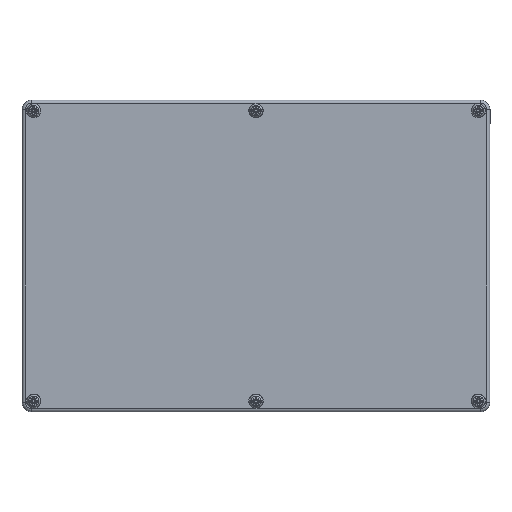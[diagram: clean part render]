
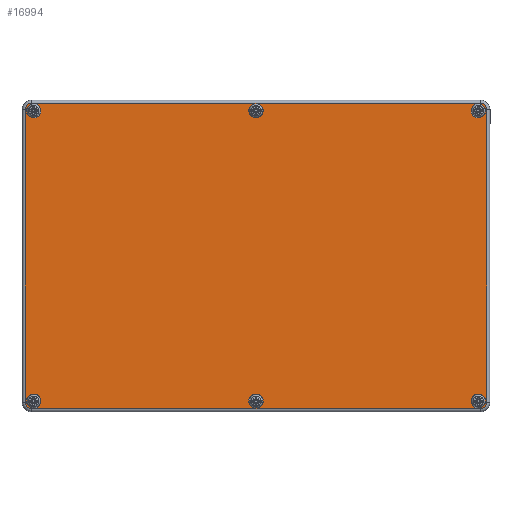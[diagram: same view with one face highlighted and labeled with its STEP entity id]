
A CAD part, top view. The second image highlights one B-rep face of the part: STEP entity #16994.
In plain terms, the highlighted face is planar.
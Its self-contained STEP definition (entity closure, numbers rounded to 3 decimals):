
#907=FACE_BOUND('',#3983,.T.);
#908=FACE_BOUND('',#3984,.T.);
#909=FACE_BOUND('',#3985,.T.);
#910=FACE_BOUND('',#3986,.T.);
#911=FACE_BOUND('',#3987,.T.);
#912=FACE_BOUND('',#3988,.T.);
#1412=CIRCLE('',#18681,3.382);
#1418=CIRCLE('',#18689,3.382);
#1422=CIRCLE('',#18695,3.382);
#1426=CIRCLE('',#18701,3.382);
#1429=CIRCLE('',#18710,3.7);
#1430=CIRCLE('',#18711,3.7);
#1431=CIRCLE('',#18712,3.7);
#1432=CIRCLE('',#18713,3.7);
#1433=CIRCLE('',#18714,3.7);
#1434=CIRCLE('',#18715,3.7);
#2825=FACE_OUTER_BOUND('',#3982,.T.);
#3982=EDGE_LOOP('',(#12709,#12710,#12711,#12712,#12713,#12714,#12715,#12716));
#3983=EDGE_LOOP('',(#12717));
#3984=EDGE_LOOP('',(#12718));
#3985=EDGE_LOOP('',(#12719));
#3986=EDGE_LOOP('',(#12720));
#3987=EDGE_LOOP('',(#12721));
#3988=EDGE_LOOP('',(#12722));
#5055=LINE('',#28092,#6121);
#5057=LINE('',#28104,#6123);
#5059=LINE('',#28116,#6125);
#5061=LINE('',#28125,#6127);
#6121=VECTOR('',#22238,10.);
#6123=VECTOR('',#22252,10.);
#6125=VECTOR('',#22266,10.);
#6127=VECTOR('',#22278,10.);
#7384=VERTEX_POINT('',#28080);
#7385=VERTEX_POINT('',#28082);
#7387=VERTEX_POINT('',#28088);
#7389=VERTEX_POINT('',#28094);
#7391=VERTEX_POINT('',#28100);
#7393=VERTEX_POINT('',#28106);
#7395=VERTEX_POINT('',#28112);
#7397=VERTEX_POINT('',#28118);
#7404=VERTEX_POINT('',#28145);
#7405=VERTEX_POINT('',#28147);
#7406=VERTEX_POINT('',#28149);
#7407=VERTEX_POINT('',#28151);
#7408=VERTEX_POINT('',#28153);
#7409=VERTEX_POINT('',#28155);
#9268=EDGE_CURVE('',#7384,#7385,#1412,.T.);
#9273=EDGE_CURVE('',#7385,#7387,#5055,.T.);
#9276=EDGE_CURVE('',#7387,#7389,#1418,.T.);
#9279=EDGE_CURVE('',#7389,#7391,#5057,.T.);
#9282=EDGE_CURVE('',#7391,#7393,#1422,.T.);
#9285=EDGE_CURVE('',#7393,#7395,#5059,.T.);
#9288=EDGE_CURVE('',#7395,#7397,#1426,.T.);
#9290=EDGE_CURVE('',#7397,#7384,#5061,.T.);
#9300=EDGE_CURVE('',#7404,#7404,#1429,.T.);
#9301=EDGE_CURVE('',#7405,#7405,#1430,.T.);
#9302=EDGE_CURVE('',#7406,#7406,#1431,.T.);
#9303=EDGE_CURVE('',#7407,#7407,#1432,.T.);
#9304=EDGE_CURVE('',#7408,#7408,#1433,.T.);
#9305=EDGE_CURVE('',#7409,#7409,#1434,.T.);
#12709=ORIENTED_EDGE('',*,*,#9268,.F.);
#12710=ORIENTED_EDGE('',*,*,#9290,.F.);
#12711=ORIENTED_EDGE('',*,*,#9288,.F.);
#12712=ORIENTED_EDGE('',*,*,#9285,.F.);
#12713=ORIENTED_EDGE('',*,*,#9282,.F.);
#12714=ORIENTED_EDGE('',*,*,#9279,.F.);
#12715=ORIENTED_EDGE('',*,*,#9276,.F.);
#12716=ORIENTED_EDGE('',*,*,#9273,.F.);
#12717=ORIENTED_EDGE('',*,*,#9300,.T.);
#12718=ORIENTED_EDGE('',*,*,#9301,.T.);
#12719=ORIENTED_EDGE('',*,*,#9302,.T.);
#12720=ORIENTED_EDGE('',*,*,#9303,.T.);
#12721=ORIENTED_EDGE('',*,*,#9304,.T.);
#12722=ORIENTED_EDGE('',*,*,#9305,.T.);
#16411=PLANE('',#18709);
#16994=ADVANCED_FACE('',(#2825,#907,#908,#909,#910,#911,#912),#16411,.F.);
#18681=AXIS2_PLACEMENT_3D('',#28083,#22227,#22228);
#18689=AXIS2_PLACEMENT_3D('',#28098,#22245,#22246);
#18695=AXIS2_PLACEMENT_3D('',#28110,#22259,#22260);
#18701=AXIS2_PLACEMENT_3D('',#28122,#22273,#22274);
#18709=AXIS2_PLACEMENT_3D('',#28144,#22298,#22299);
#18710=AXIS2_PLACEMENT_3D('',#28146,#22300,#22301);
#18711=AXIS2_PLACEMENT_3D('',#28148,#22302,#22303);
#18712=AXIS2_PLACEMENT_3D('',#28150,#22304,#22305);
#18713=AXIS2_PLACEMENT_3D('',#28152,#22306,#22307);
#18714=AXIS2_PLACEMENT_3D('',#28154,#22308,#22309);
#18715=AXIS2_PLACEMENT_3D('',#28156,#22310,#22311);
#22227=DIRECTION('center_axis',(0.,0.,1.));
#22228=DIRECTION('ref_axis',(-0.707,0.707,0.));
#22238=DIRECTION('',(0.,-1.,0.));
#22245=DIRECTION('center_axis',(0.,0.,1.));
#22246=DIRECTION('ref_axis',(-0.707,-0.707,0.));
#22252=DIRECTION('',(1.,0.,0.));
#22259=DIRECTION('center_axis',(0.,0.,1.));
#22260=DIRECTION('ref_axis',(0.707,-0.707,0.));
#22266=DIRECTION('',(0.,1.,0.));
#22273=DIRECTION('center_axis',(0.,0.,1.));
#22274=DIRECTION('ref_axis',(0.707,0.707,0.));
#22278=DIRECTION('',(-1.,0.,0.));
#22298=DIRECTION('center_axis',(0.,0.,1.));
#22299=DIRECTION('ref_axis',(1.,0.,0.));
#22300=DIRECTION('center_axis',(0.,0.,1.));
#22301=DIRECTION('ref_axis',(1.,0.,0.));
#22302=DIRECTION('center_axis',(0.,0.,1.));
#22303=DIRECTION('ref_axis',(1.,0.,0.));
#22304=DIRECTION('center_axis',(0.,0.,1.));
#22305=DIRECTION('ref_axis',(1.,0.,0.));
#22306=DIRECTION('center_axis',(0.,0.,1.));
#22307=DIRECTION('ref_axis',(1.,0.,0.));
#22308=DIRECTION('center_axis',(0.,0.,1.));
#22309=DIRECTION('ref_axis',(1.,0.,0.));
#22310=DIRECTION('center_axis',(0.,0.,1.));
#22311=DIRECTION('ref_axis',(1.,0.,0.));
#28080=CARTESIAN_POINT('',(-115.,78.382,-15.));
#28082=CARTESIAN_POINT('',(-118.382,75.,-15.));
#28083=CARTESIAN_POINT('Origin',(-115.,75.,-15.));
#28088=CARTESIAN_POINT('',(-118.382,-75.,-15.));
#28092=CARTESIAN_POINT('',(-118.382,37.5,-15.));
#28094=CARTESIAN_POINT('',(-115.,-78.382,-15.));
#28098=CARTESIAN_POINT('Origin',(-115.,-75.,-15.));
#28100=CARTESIAN_POINT('',(115.,-78.382,-15.));
#28104=CARTESIAN_POINT('',(-57.5,-78.382,-15.));
#28106=CARTESIAN_POINT('',(118.382,-75.,-15.));
#28110=CARTESIAN_POINT('Origin',(115.,-75.,-15.));
#28112=CARTESIAN_POINT('',(118.382,75.,-15.));
#28116=CARTESIAN_POINT('',(118.382,-37.5,-15.));
#28118=CARTESIAN_POINT('',(115.,78.382,-15.));
#28122=CARTESIAN_POINT('Origin',(115.,75.,-15.));
#28125=CARTESIAN_POINT('',(57.5,78.382,-15.));
#28144=CARTESIAN_POINT('Origin',(0.,0.,-15.));
#28145=CARTESIAN_POINT('',(110.3,74.5,-15.));
#28146=CARTESIAN_POINT('Origin',(114.,74.5,-15.));
#28147=CARTESIAN_POINT('',(-3.7,74.5,-15.));
#28148=CARTESIAN_POINT('Origin',(0.,74.5,-15.));
#28149=CARTESIAN_POINT('',(-117.7,74.5,-15.));
#28150=CARTESIAN_POINT('Origin',(-114.,74.5,-15.));
#28151=CARTESIAN_POINT('',(-117.7,-74.5,-15.));
#28152=CARTESIAN_POINT('Origin',(-114.,-74.5,-15.));
#28153=CARTESIAN_POINT('',(-3.7,-74.5,-15.));
#28154=CARTESIAN_POINT('Origin',(0.,-74.5,-15.));
#28155=CARTESIAN_POINT('',(110.3,-74.5,-15.));
#28156=CARTESIAN_POINT('Origin',(114.,-74.5,-15.));
